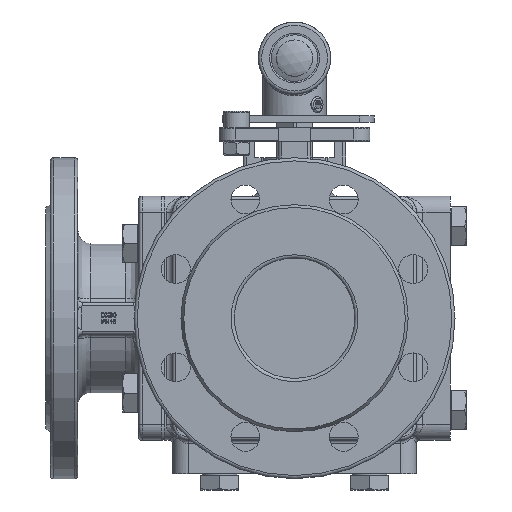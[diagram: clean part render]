
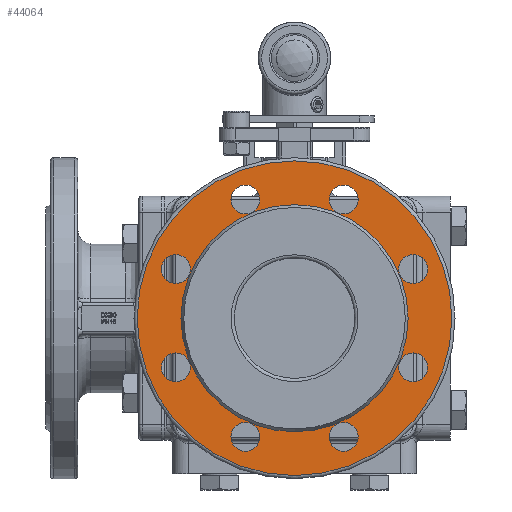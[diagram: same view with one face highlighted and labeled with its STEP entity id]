
A CAD part, left-side view. The second image highlights one B-rep face of the part: STEP entity #44064.
In plain terms, the highlighted planar face has unit normal (-1, 0, 0).
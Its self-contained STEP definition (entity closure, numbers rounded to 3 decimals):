
#43914=CARTESIAN_POINT('',(-152.0,98.,0.));
#43915=VERTEX_POINT('',#43914);
#43916=CARTESIAN_POINT('',(-152.0,0.,0.));
#43917=DIRECTION('',(1.0,0.0,0.0));
#43918=DIRECTION('',(0.0,-1.0,0.0));
#43919=AXIS2_PLACEMENT_3D('',#43916,#43917,#43918);
#43920=CIRCLE('',#43919,98.0);
#43921=EDGE_CURVE('',#43915,#43915,#43920,.T.);
#43957=CARTESIAN_POINT('',(-152.0,85.366,0.));
#43958=DIRECTION('',(-1.0,0.0,0.0));
#43959=DIRECTION('',(0.0,0.0,1.0));
#43960=AXIS2_PLACEMENT_3D('',#43957,#43958,#43959);
#43961=PLANE('',#43960);
#43962=ORIENTED_EDGE('',*,*,#43921,.F.);
#43963=EDGE_LOOP('',(#43962));
#43964=FACE_OUTER_BOUND('',#43963,.T.);
#43965=CARTESIAN_POINT('',(-152.0,70.732,0.));
#43966=VERTEX_POINT('',#43965);
#43967=CARTESIAN_POINT('',(-152.0,0.,0.));
#43968=DIRECTION('',(1.0,0.0,0.0));
#43969=DIRECTION('',(0.0,1.0,0.0));
#43970=AXIS2_PLACEMENT_3D('',#43967,#43968,#43969);
#43971=CIRCLE('',#43970,70.732);
#43972=EDGE_CURVE('',#43966,#43966,#43971,.T.);
#43973=ORIENTED_EDGE('',*,*,#43972,.T.);
#43974=EDGE_LOOP('',(#43973));
#43975=FACE_BOUND('',#43974,.T.);
#43976=CARTESIAN_POINT('',(-152.0,-30.615,-82.91));
#43977=VERTEX_POINT('',#43976);
#43978=CARTESIAN_POINT('',(-152.0,-30.615,-73.91));
#43979=DIRECTION('',(1.0,0.0,0.0));
#43980=DIRECTION('',(0.0,0.0,1.0));
#43981=AXIS2_PLACEMENT_3D('',#43978,#43979,#43980);
#43982=CIRCLE('',#43981,9.0);
#43983=EDGE_CURVE('',#43977,#43977,#43982,.T.);
#43984=ORIENTED_EDGE('',*,*,#43983,.T.);
#43985=EDGE_LOOP('',(#43984));
#43986=FACE_BOUND('',#43985,.T.);
#43987=CARTESIAN_POINT('',(-152.0,-73.91,-39.615));
#43988=VERTEX_POINT('',#43987);
#43989=CARTESIAN_POINT('',(-152.0,-73.91,-30.615));
#43990=DIRECTION('',(1.0,0.0,0.0));
#43991=DIRECTION('',(0.0,0.0,1.0));
#43992=AXIS2_PLACEMENT_3D('',#43989,#43990,#43991);
#43993=CIRCLE('',#43992,9.0);
#43994=EDGE_CURVE('',#43988,#43988,#43993,.T.);
#43995=ORIENTED_EDGE('',*,*,#43994,.T.);
#43996=EDGE_LOOP('',(#43995));
#43997=FACE_BOUND('',#43996,.T.);
#43998=CARTESIAN_POINT('',(-152.0,-73.91,21.615));
#43999=VERTEX_POINT('',#43998);
#44000=CARTESIAN_POINT('',(-152.0,-73.91,30.615));
#44001=DIRECTION('',(1.0,0.0,0.0));
#44002=DIRECTION('',(0.0,0.0,1.0));
#44003=AXIS2_PLACEMENT_3D('',#44000,#44001,#44002);
#44004=CIRCLE('',#44003,9.0);
#44005=EDGE_CURVE('',#43999,#43999,#44004,.T.);
#44006=ORIENTED_EDGE('',*,*,#44005,.T.);
#44007=EDGE_LOOP('',(#44006));
#44008=FACE_BOUND('',#44007,.T.);
#44009=CARTESIAN_POINT('',(-152.0,-30.615,64.91));
#44010=VERTEX_POINT('',#44009);
#44011=CARTESIAN_POINT('',(-152.0,-30.615,73.91));
#44012=DIRECTION('',(1.0,0.0,0.0));
#44013=DIRECTION('',(0.0,0.0,1.0));
#44014=AXIS2_PLACEMENT_3D('',#44011,#44012,#44013);
#44015=CIRCLE('',#44014,9.0);
#44016=EDGE_CURVE('',#44010,#44010,#44015,.T.);
#44017=ORIENTED_EDGE('',*,*,#44016,.T.);
#44018=EDGE_LOOP('',(#44017));
#44019=FACE_BOUND('',#44018,.T.);
#44020=CARTESIAN_POINT('',(-152.0,30.615,64.91));
#44021=VERTEX_POINT('',#44020);
#44022=CARTESIAN_POINT('',(-152.0,30.615,73.91));
#44023=DIRECTION('',(1.0,0.0,0.0));
#44024=DIRECTION('',(0.0,0.0,1.0));
#44025=AXIS2_PLACEMENT_3D('',#44022,#44023,#44024);
#44026=CIRCLE('',#44025,9.0);
#44027=EDGE_CURVE('',#44021,#44021,#44026,.T.);
#44028=ORIENTED_EDGE('',*,*,#44027,.T.);
#44029=EDGE_LOOP('',(#44028));
#44030=FACE_BOUND('',#44029,.T.);
#44031=CARTESIAN_POINT('',(-152.0,73.91,21.615));
#44032=VERTEX_POINT('',#44031);
#44033=CARTESIAN_POINT('',(-152.0,73.91,30.615));
#44034=DIRECTION('',(1.0,0.0,0.0));
#44035=DIRECTION('',(0.0,0.0,1.0));
#44036=AXIS2_PLACEMENT_3D('',#44033,#44034,#44035);
#44037=CIRCLE('',#44036,9.0);
#44038=EDGE_CURVE('',#44032,#44032,#44037,.T.);
#44039=ORIENTED_EDGE('',*,*,#44038,.T.);
#44040=EDGE_LOOP('',(#44039));
#44041=FACE_BOUND('',#44040,.T.);
#44042=CARTESIAN_POINT('',(-152.0,73.91,-39.615));
#44043=VERTEX_POINT('',#44042);
#44044=CARTESIAN_POINT('',(-152.0,73.91,-30.615));
#44045=DIRECTION('',(1.0,0.0,0.0));
#44046=DIRECTION('',(0.0,0.0,1.0));
#44047=AXIS2_PLACEMENT_3D('',#44044,#44045,#44046);
#44048=CIRCLE('',#44047,9.0);
#44049=EDGE_CURVE('',#44043,#44043,#44048,.T.);
#44050=ORIENTED_EDGE('',*,*,#44049,.T.);
#44051=EDGE_LOOP('',(#44050));
#44052=FACE_BOUND('',#44051,.T.);
#44053=CARTESIAN_POINT('',(-152.0,30.615,-82.91));
#44054=VERTEX_POINT('',#44053);
#44055=CARTESIAN_POINT('',(-152.0,30.615,-73.91));
#44056=DIRECTION('',(1.0,0.0,0.0));
#44057=DIRECTION('',(0.0,0.0,1.0));
#44058=AXIS2_PLACEMENT_3D('',#44055,#44056,#44057);
#44059=CIRCLE('',#44058,9.0);
#44060=EDGE_CURVE('',#44054,#44054,#44059,.T.);
#44061=ORIENTED_EDGE('',*,*,#44060,.T.);
#44062=EDGE_LOOP('',(#44061));
#44063=FACE_BOUND('',#44062,.T.);
#44064=ADVANCED_FACE('',(#43964,#43975,#43986,#43997,#44008,#44019,#44030,#44041,#44052,#44063),#43961,.T.);
